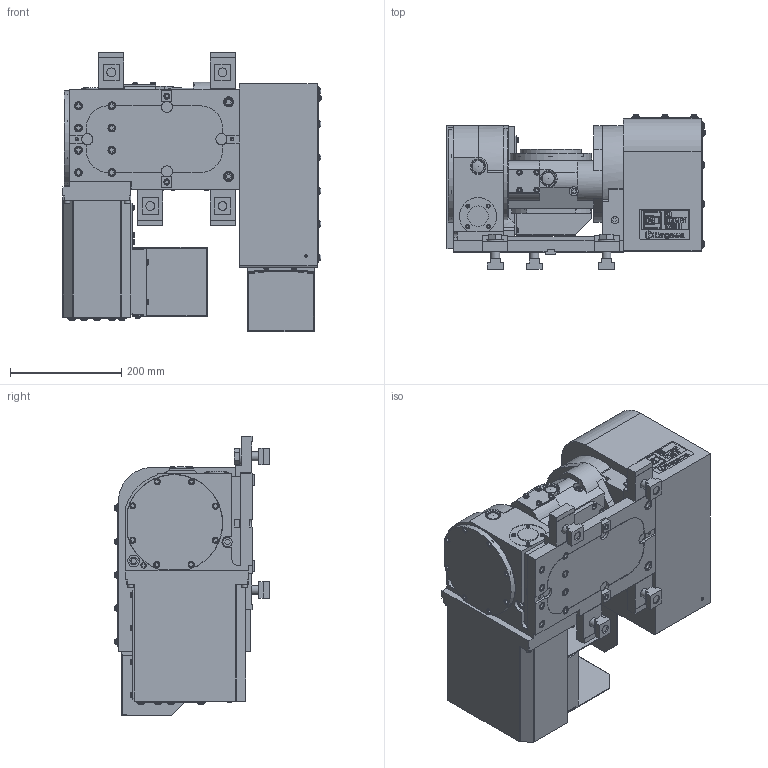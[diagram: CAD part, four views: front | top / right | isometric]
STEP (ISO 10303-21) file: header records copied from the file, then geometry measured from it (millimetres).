
FILE_DESCRIPTION(/* description */ ('Unknown'),/* implementation_level */ '2;1');
FILE_NAME(/* name */ 'TT101AYY14-Solid',/* time_stamp */ '2019-08-23T10:57:47+01:00',/* author */ ('Unknown'),/* organization */ ('Unknown'),/* preprocessor_version */ 'ST-DEVELOPER v16.7',/* originating_system */ 'DEX',/* authorisation */ $);
FILE_SCHEMA (('AUTOMOTIVE_DESIGN {1 0 10303 214 3 1 1}'));
Products named in the file (2): OUTSIDE VIEW(61E1134901)TT101AYY14
Assembly tree (1 placements, depth 2):
  OUTSIDE VIEW(61E1134901)TT101AYY14
    OUTSIDE VIEW(61E1134901)TT101AYY14
Bounding box: 464.2 x 277.8 x 502 mm (x, y, z)
Volume: 26696240.8 mm3; surface area: 1199238.2 mm2
Topology: 1 solids, 5 shells, 3088 faces, 7894 edges, 5223 vertices
Faces by surface type: plane 2480, cylinder 460, torus 86, cone 56, bspline 4, sphere 2
Full cylindrical faces by diameter (mm): 2.7 x1, 4.2 x1, 5 x2, 5.85 x1, 6 x6, 6.8 x2, 7 x4, 8 x5, 9 x82, 9.7 x1, 9.728 x2, 10 x53, 11 x33, 11.7 x1, 12 x58, 13 x9, 13.175 x1, 14 x8, 14.95 x1, 16 x11, 16.662 x1, 17 x4, 18 x2, 20 x5, 21 x1, 21.6 x2, 25 x2, 30 x4, 32 x3, 32.5 x1
Entity records: 89358 total; most frequent: CARTESIAN_POINT 15754, ORIENTED_EDGE 14658, DIRECTION 14588, EDGE_CURVE 7329, LINE 6220, VECTOR 6220, VERTEX_POINT 5127, AXIS2_PLACEMENT_3D 4184
